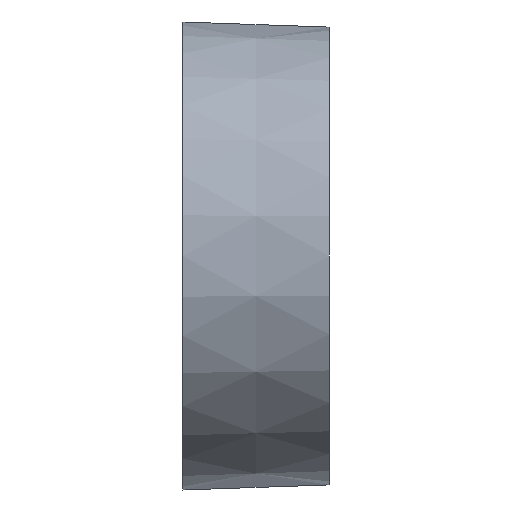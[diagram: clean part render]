
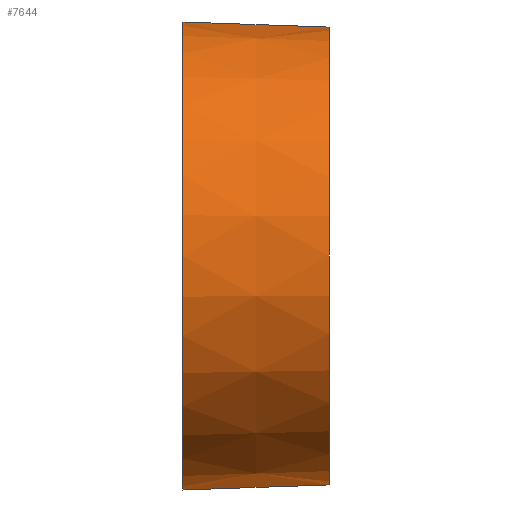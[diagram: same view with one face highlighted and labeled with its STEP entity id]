
A CAD part, left-side view. The second image highlights one B-rep face of the part: STEP entity #7644.
In plain terms, the highlighted conical face has half-angle 2 degrees and reference radius 195.635 mm.
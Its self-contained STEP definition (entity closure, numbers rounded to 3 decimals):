
#52 = LINE ( 'NONE', #1961, #11075 ) ;
#363 = VERTEX_POINT ( 'NONE', #11491 ) ;
#623 = CONICAL_SURFACE ( 'NONE', #2393, 195.635, 0.035 ) ;
#850 = DIRECTION ( 'NONE',  ( 0., 0., 1. ) ) ;
#908 = DIRECTION ( 'NONE',  ( 0., 1., 0. ) ) ;
#1473 = VERTEX_POINT ( 'NONE', #1853 ) ;
#1853 = CARTESIAN_POINT ( 'NONE',  ( -100., 125., 200. ) ) ;
#1874 = CARTESIAN_POINT ( 'NONE',  ( -100., 125., 0. ) ) ;
#1961 = CARTESIAN_POINT ( 'NONE',  ( -100., 0., 195.635 ) ) ;
#2393 = AXIS2_PLACEMENT_3D ( 'NONE', #12099, #908, #850 ) ;
#2514 = EDGE_CURVE ( 'NONE', #363, #1473, #7927, .T. ) ;
#2787 = VECTOR ( 'NONE', #9009, 1000. ) ;
#2993 = CIRCLE ( 'NONE', #11091, 195.635 ) ;
#3045 = CARTESIAN_POINT ( 'NONE',  ( -100., 0., 0. ) ) ;
#3623 = DIRECTION ( 'NONE',  ( 0., 0.999, 0.035 ) ) ;
#3716 = DIRECTION ( 'NONE',  ( 0., 0., 1. ) ) ;
#4188 = LINE ( 'NONE', #6162, #2787 ) ;
#4194 = EDGE_LOOP ( 'NONE', ( #6048, #11749, #8579, #7154 ) ) ;
#4598 = FACE_OUTER_BOUND ( 'NONE', #4194, .T. ) ;
#4786 = VERTEX_POINT ( 'NONE', #5452 ) ;
#5452 = CARTESIAN_POINT ( 'NONE',  ( -100., 0., -195.635 ) ) ;
#5744 = AXIS2_PLACEMENT_3D ( 'NONE', #1874, #9409, #3716 ) ;
#5752 = DIRECTION ( 'NONE',  ( 0., 0., 1. ) ) ;
#6048 = ORIENTED_EDGE ( 'NONE', *, *, #8171, .F. ) ;
#6162 = CARTESIAN_POINT ( 'NONE',  ( -100., 0., -195.635 ) ) ;
#7154 = ORIENTED_EDGE ( 'NONE', *, *, #9692, .F. ) ;
#7644 = ADVANCED_FACE ( 'NONE', ( #4598 ), #623, .T. ) ;
#7698 = EDGE_CURVE ( 'NONE', #11825, #1473, #52, .T. ) ;
#7927 = CIRCLE ( 'NONE', #5744, 200. ) ;
#8171 = EDGE_CURVE ( 'NONE', #11825, #4786, #2993, .T. ) ;
#8579 = ORIENTED_EDGE ( 'NONE', *, *, #2514, .F. ) ;
#9009 = DIRECTION ( 'NONE',  ( 0., 0.999, -0.035 ) ) ;
#9409 = DIRECTION ( 'NONE',  ( 0., 1., 0. ) ) ;
#9692 = EDGE_CURVE ( 'NONE', #4786, #363, #4188, .T. ) ;
#9723 = DIRECTION ( 'NONE',  ( 0., -1., 0. ) ) ;
#11075 = VECTOR ( 'NONE', #3623, 1000. ) ;
#11091 = AXIS2_PLACEMENT_3D ( 'NONE', #3045, #9723, #5752 ) ;
#11383 = CARTESIAN_POINT ( 'NONE',  ( -100., 0., 195.635 ) ) ;
#11491 = CARTESIAN_POINT ( 'NONE',  ( -100., 125., -200. ) ) ;
#11749 = ORIENTED_EDGE ( 'NONE', *, *, #7698, .T. ) ;
#11825 = VERTEX_POINT ( 'NONE', #11383 ) ;
#12099 = CARTESIAN_POINT ( 'NONE',  ( -100., 0., 0. ) ) ;
